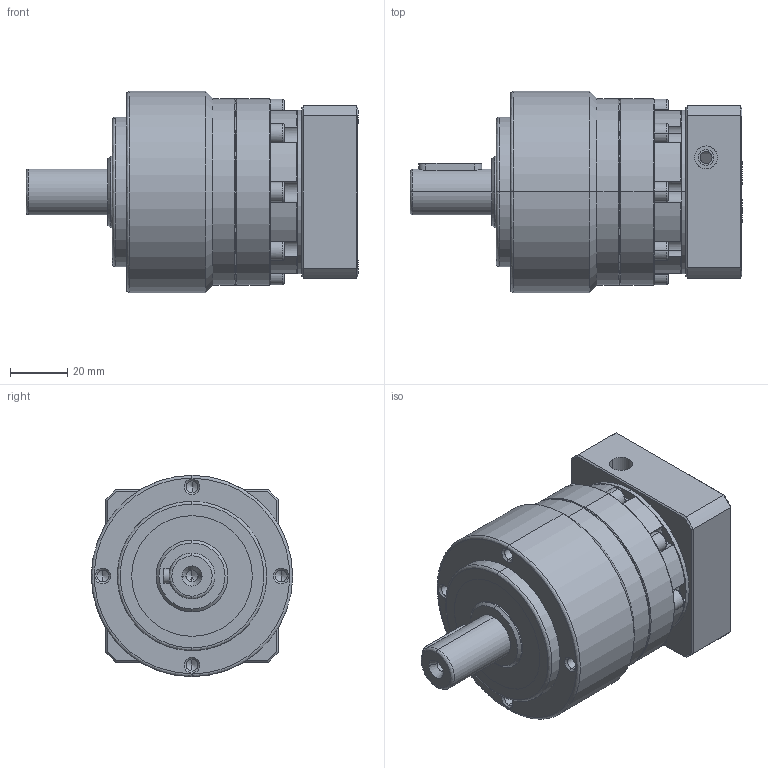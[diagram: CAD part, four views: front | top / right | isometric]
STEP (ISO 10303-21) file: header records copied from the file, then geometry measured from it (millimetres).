
FILE_DESCRIPTION (( 'STEP AP214' ), '1' );
FILE_NAME ('PE070-L1-14-50-70-M4-M5.STEP', '2024-01-06T03:14:11', ( 'admin' ), ( '' ), 'SwSTEP 2.0', 'SolidWorks 2013', '' );
FILE_SCHEMA (( 'AUTOMOTIVE_DESIGN' ));
Length unit declared in the file: millimetre
Products named in the file (4): PE070_X2_8F9351FA7AEF_X0_; 60_X2_8F9351656CD55170_X0_-50-70M4; PB060_X2_58F34F537AEF_X0_-14; PE070-L1-14-50-70-M4-M5
Assembly tree (3 placements, depth 2):
  PE070-L1-14-50-70-M4-M5
    PB060_X2_58F34F537AEF_X0_-14
    60_X2_8F9351656CD55170_X0_-50-70M4
    PE070_X2_8F9351FA7AEF_X0_
Bounding box: 115.5 x 70 x 70 mm (x, y, z)
Volume: 264213.8 mm3; surface area: 55793.1 mm2
Topology: 4 solids, 4 shells, 634 faces, 1501 edges, 890 vertices
Faces by surface type: plane 231, cylinder 207, cone 155, bspline 41
Entity records: 26163 total; most frequent: CARTESIAN_POINT 4744, DIRECTION 3081, ORIENTED_EDGE 2878, EDGE_CURVE 1439, AXIS2_PLACEMENT_3D 1165, VERTEX_POINT 890, VECTOR 751, LINE 751
